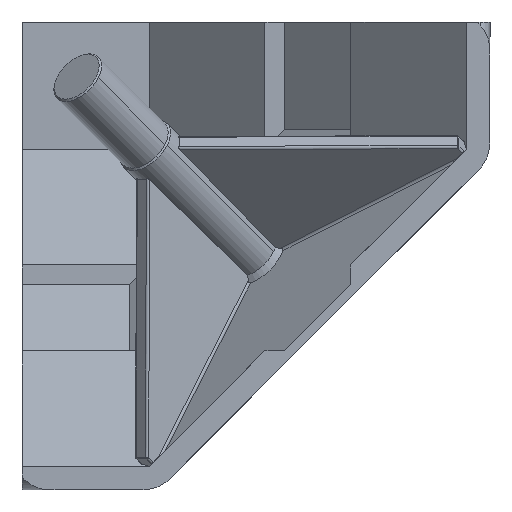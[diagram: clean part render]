
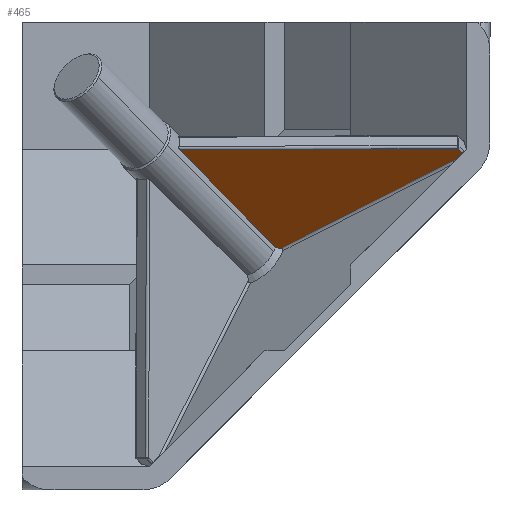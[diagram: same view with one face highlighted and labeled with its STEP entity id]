
A CAD part, front view. The second image highlights one B-rep face of the part: STEP entity #465.
In plain terms, the highlighted planar face has unit normal (0, -0.719, -0.695).
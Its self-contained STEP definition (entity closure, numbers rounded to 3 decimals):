
#1 = ORIENTED_EDGE ( 'NONE', *, *, #2419, .T. ) ;
#123 = CARTESIAN_POINT ( 'NONE',  ( 12.872, 9.708, -10.769 ) ) ;
#149 = CARTESIAN_POINT ( 'NONE',  ( 37.184, 9.765, -10.831 ) ) ;
#175 = CARTESIAN_POINT ( 'NONE',  ( 21.643, 17.94, -19.294 ) ) ;
#222 = CARTESIAN_POINT ( 'NONE',  ( 22.081, 17.983, -19.338 ) ) ;
#310 = LINE ( 'NONE', #2644, #2549 ) ;
#361 = DIRECTION ( 'NONE',  ( 0.584, -0.564, 0.584 ) ) ;
#370 = EDGE_CURVE ( 'NONE', #3251, #964, #2030, .T. ) ;
#371 = B_SPLINE_CURVE_WITH_KNOTS ( 'NONE', 3,
 ( #1262, #3195, #2397, #2947 ),
 .UNSPECIFIED., .F., .F.,
 ( 4, 4 ),
 ( 0., 0. ),
 .UNSPECIFIED. ) ;
#385 = FACE_OUTER_BOUND ( 'NONE', #1482, .T. ) ;
#421 = CARTESIAN_POINT ( 'NONE',  ( 16.247, 12.579, -13.742 ) ) ;
#465 = ADVANCED_FACE ( 'NONE', ( #385 ), #2685, .T. ) ;
#608 = DIRECTION ( 'NONE',  ( 0.816, -0.401, 0.415 ) ) ;
#696 = DIRECTION ( 'NONE',  ( 0., -0.719, -0.695 ) ) ;
#776 = EDGE_CURVE ( 'NONE', #1645, #1217, #1314, .T. ) ;
#911 = LINE ( 'NONE', #2253, #1794 ) ;
#964 = VERTEX_POINT ( 'NONE', #2638 ) ;
#1217 = VERTEX_POINT ( 'NONE', #1928 ) ;
#1219 = CARTESIAN_POINT ( 'NONE',  ( 37.184, 9.765, -10.831 ) ) ;
#1262 = CARTESIAN_POINT ( 'NONE',  ( 21.643, 17.94, -19.294 ) ) ;
#1284 = DIRECTION ( 'NONE',  ( 0., 0.695, -0.719 ) ) ;
#1314 = LINE ( 'NONE', #149, #3636 ) ;
#1482 = EDGE_LOOP ( 'NONE', ( #1851, #3487, #2201, #2600, #1, #2035 ) ) ;
#1606 = AXIS2_PLACEMENT_3D ( 'NONE', #123, #696, #1284 ) ;
#1645 = VERTEX_POINT ( 'NONE', #1219 ) ;
#1794 = VECTOR ( 'NONE', #3404, 1000. ) ;
#1851 = ORIENTED_EDGE ( 'NONE', *, *, #776, .T. ) ;
#1899 = DIRECTION ( 'NONE',  ( -1., 0.003, -0.003 ) ) ;
#1902 = CARTESIAN_POINT ( 'NONE',  ( 21.643, 17.94, -19.294 ) ) ;
#1928 = CARTESIAN_POINT ( 'NONE',  ( 13.487, 9.843, -10.908 ) ) ;
#2030 = LINE ( 'NONE', #3184, #3058 ) ;
#2035 = ORIENTED_EDGE ( 'NONE', *, *, #3406, .T. ) ;
#2201 = ORIENTED_EDGE ( 'NONE', *, *, #2478, .T. ) ;
#2253 = CARTESIAN_POINT ( 'NONE',  ( 37.609, 10.183, -11.263 ) ) ;
#2397 = CARTESIAN_POINT ( 'NONE',  ( 21.935, 17.968, -19.323 ) ) ;
#2419 = EDGE_CURVE ( 'NONE', #964, #2645, #310, .T. ) ;
#2468 = CARTESIAN_POINT ( 'NONE',  ( 37.609, 10.183, -11.263 ) ) ;
#2478 = EDGE_CURVE ( 'NONE', #2525, #3251, #371, .T. ) ;
#2525 = VERTEX_POINT ( 'NONE', #1902 ) ;
#2549 = VECTOR ( 'NONE', #361, 1000. ) ;
#2600 = ORIENTED_EDGE ( 'NONE', *, *, #370, .T. ) ;
#2638 = CARTESIAN_POINT ( 'NONE',  ( 37.249, 10.53, -11.623 ) ) ;
#2644 = CARTESIAN_POINT ( 'NONE',  ( 37.249, 10.53, -11.623 ) ) ;
#2645 = VERTEX_POINT ( 'NONE', #2468 ) ;
#2685 = PLANE ( 'NONE',  #1606 ) ;
#2879 =( BOUNDED_CURVE ( )  B_SPLINE_CURVE ( 3, ( #3286, #421, #3616, #175 ),
 .UNSPECIFIED., .F., .T. ) 
 B_SPLINE_CURVE_WITH_KNOTS ( ( 4, 4 ),
 ( 5.011, 5.092 ),
 .UNSPECIFIED. ) 
 CURVE ( )  GEOMETRIC_REPRESENTATION_ITEM ( )  RATIONAL_B_SPLINE_CURVE ( ( 1., 0.999, 0.999, 1. ) ) 
 REPRESENTATION_ITEM ( '' )  );
#2947 = CARTESIAN_POINT ( 'NONE',  ( 22.081, 17.983, -19.338 ) ) ;
#3058 = VECTOR ( 'NONE', #608, 1000. ) ;
#3184 = CARTESIAN_POINT ( 'NONE',  ( 21.558, 18.24, -19.604 ) ) ;
#3195 = CARTESIAN_POINT ( 'NONE',  ( 21.789, 17.954, -19.308 ) ) ;
#3251 = VERTEX_POINT ( 'NONE', #222 ) ;
#3286 = CARTESIAN_POINT ( 'NONE',  ( 13.487, 9.843, -10.908 ) ) ;
#3404 = DIRECTION ( 'NONE',  ( -0.577, -0.567, 0.587 ) ) ;
#3406 = EDGE_CURVE ( 'NONE', #2645, #1645, #911, .T. ) ;
#3487 = ORIENTED_EDGE ( 'NONE', *, *, #3513, .T. ) ;
#3513 = EDGE_CURVE ( 'NONE', #1217, #2525, #2879, .T. ) ;
#3616 = CARTESIAN_POINT ( 'NONE',  ( 18.967, 15.279, -16.538 ) ) ;
#3636 = VECTOR ( 'NONE', #1899, 1000. ) ;
